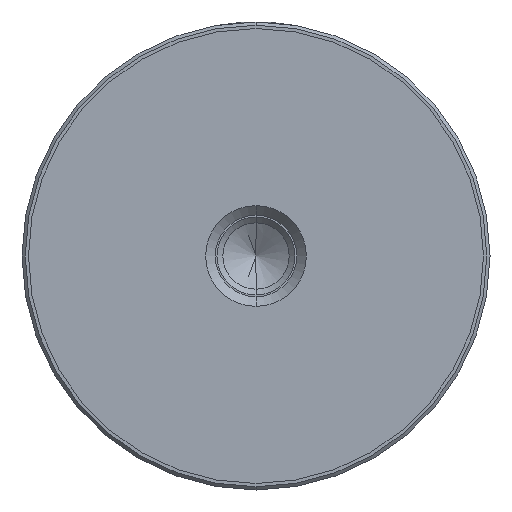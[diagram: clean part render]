
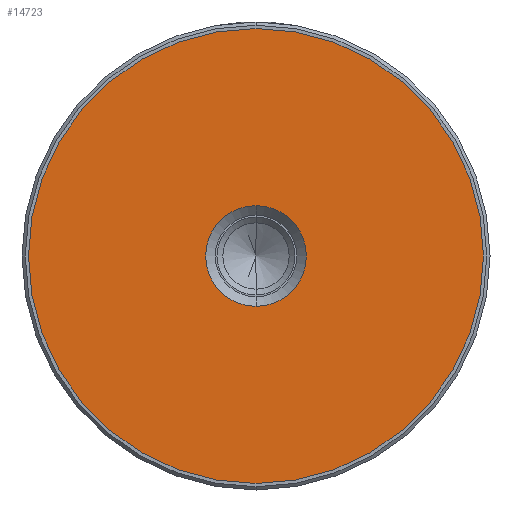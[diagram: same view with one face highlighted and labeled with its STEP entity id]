
A CAD part, front view. The second image highlights one B-rep face of the part: STEP entity #14723.
In plain terms, the highlighted planar face has unit normal (0, -1, 0).
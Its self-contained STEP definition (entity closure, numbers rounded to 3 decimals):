
#278 = CARTESIAN_POINT ( 'NONE',  ( 0., 0., -7.75 ) ) ;
#1395 = DIRECTION ( 'NONE',  ( 0., 1., 0. ) ) ;
#1567 = EDGE_CURVE ( 'NONE', #6715, #5322, #5792, .T. ) ;
#1620 = AXIS2_PLACEMENT_3D ( 'NONE', #10872, #1629, #5022 ) ;
#1626 = FACE_OUTER_BOUND ( 'NONE', #8627, .T. ) ;
#1629 = DIRECTION ( 'NONE',  ( 0., 1., 0. ) ) ;
#1787 = FACE_BOUND ( 'NONE', #10009, .T. ) ;
#1808 = CARTESIAN_POINT ( 'NONE',  ( 0., 0., 0. ) ) ;
#2025 = CARTESIAN_POINT ( 'NONE',  ( 35., 0., 0. ) ) ;
#2412 = DIRECTION ( 'NONE',  ( 0., 0., -1. ) ) ;
#2618 = ORIENTED_EDGE ( 'NONE', *, *, #14152, .T. ) ;
#2680 = CARTESIAN_POINT ( 'NONE',  ( 0., 0., 7.75 ) ) ;
#3073 = PLANE ( 'NONE',  #7323 ) ;
#3703 = DIRECTION ( 'NONE',  ( 0., -1., 0. ) ) ;
#4092 = CIRCLE ( 'NONE', #10466, 35. ) ;
#4168 = DIRECTION ( 'NONE',  ( 0., 0., -1. ) ) ;
#5022 = DIRECTION ( 'NONE',  ( 0., 0., -1. ) ) ;
#5051 = CARTESIAN_POINT ( 'NONE',  ( 0., 0., -35. ) ) ;
#5274 = CIRCLE ( 'NONE', #14128, 7.75 ) ;
#5322 = VERTEX_POINT ( 'NONE', #5051 ) ;
#5530 = DIRECTION ( 'NONE',  ( 0., 0., -1. ) ) ;
#5792 = CIRCLE ( 'NONE', #14670, 35. ) ;
#6079 = EDGE_CURVE ( 'NONE', #5322, #6715, #4092, .T. ) ;
#6564 = DIRECTION ( 'NONE',  ( 0., -1., 0. ) ) ;
#6715 = VERTEX_POINT ( 'NONE', #8800 ) ;
#6947 = CARTESIAN_POINT ( 'NONE',  ( 0., 0., 0. ) ) ;
#7323 = AXIS2_PLACEMENT_3D ( 'NONE', #2025, #6564, #5530 ) ;
#8627 = EDGE_LOOP ( 'NONE', ( #13362, #13565 ) ) ;
#8678 = VERTEX_POINT ( 'NONE', #2680 ) ;
#8800 = CARTESIAN_POINT ( 'NONE',  ( 0., 0., 35. ) ) ;
#9074 = VERTEX_POINT ( 'NONE', #278 ) ;
#10009 = EDGE_LOOP ( 'NONE', ( #14550, #2618 ) ) ;
#10466 = AXIS2_PLACEMENT_3D ( 'NONE', #6947, #3703, #2412 ) ;
#10848 = DIRECTION ( 'NONE',  ( 0., -1., 0. ) ) ;
#10872 = CARTESIAN_POINT ( 'NONE',  ( 0., 0., 0. ) ) ;
#12196 = EDGE_CURVE ( 'NONE', #9074, #8678, #5274, .T. ) ;
#12850 = DIRECTION ( 'NONE',  ( 0., 0., -1. ) ) ;
#12945 = CARTESIAN_POINT ( 'NONE',  ( 0., 0., 0. ) ) ;
#13362 = ORIENTED_EDGE ( 'NONE', *, *, #6079, .T. ) ;
#13565 = ORIENTED_EDGE ( 'NONE', *, *, #1567, .T. ) ;
#13836 = CIRCLE ( 'NONE', #1620, 7.75 ) ;
#14128 = AXIS2_PLACEMENT_3D ( 'NONE', #12945, #1395, #12850 ) ;
#14152 = EDGE_CURVE ( 'NONE', #8678, #9074, #13836, .T. ) ;
#14550 = ORIENTED_EDGE ( 'NONE', *, *, #12196, .T. ) ;
#14670 = AXIS2_PLACEMENT_3D ( 'NONE', #1808, #10848, #4168 ) ;
#14723 = ADVANCED_FACE ( 'NONE', ( #1787, #1626 ), #3073, .T. ) ;
